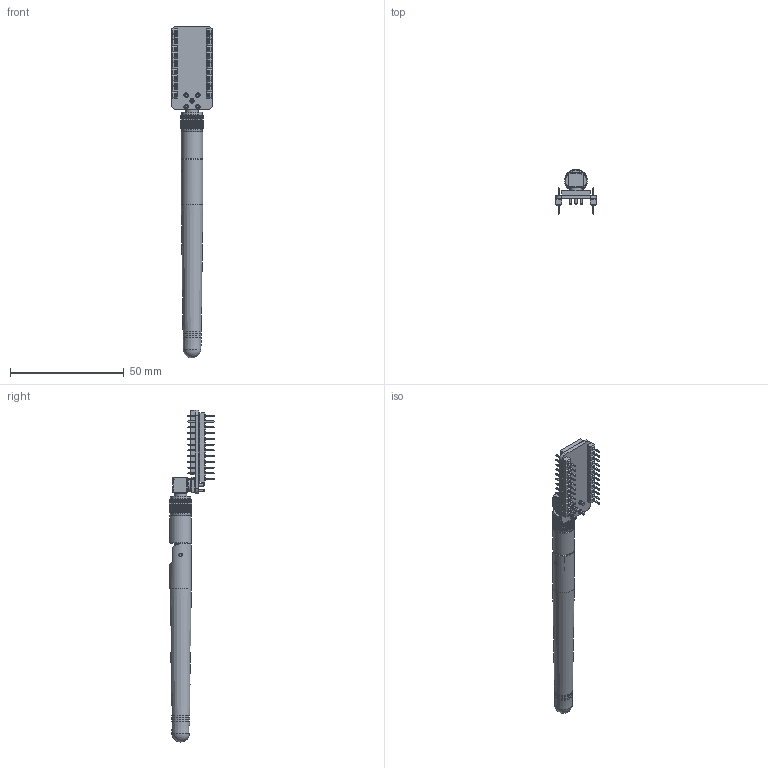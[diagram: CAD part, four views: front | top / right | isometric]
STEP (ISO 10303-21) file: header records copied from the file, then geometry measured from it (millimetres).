
FILE_DESCRIPTION(/* description */ (''),/* implementation_level */ '2;1');
FILE_NAME(/* name */ 'YUL262RTX.step',/* time_stamp */ '2020-01-27T23:05:34+09:00',/* author */ (''),/* organization */ (''),/* preprocessor_version */ 'ST-DEVELOPER v18',/* originating_system */ 'Autodesk Translation Framework v8.12.0.6',/* authorisation */ '');
FILE_SCHEMA (('AUTOMOTIVE_DESIGN { 1 0 10303 214 3 1 1 }'));
Length unit declared in the file: millimetre
Products named in the file (6): YUL262RTX; SMA-angled; HDRV12W50P254_1X12_3048X254X700A; Antenna assy; Antenna base; Antenna top
Assembly tree (6 placements, depth 3):
  YUL262RTX
    SMA-angled
    HDRV12W50P254_1X12_3048X254X700A  x2
    Antenna assy
      Antenna base
      Antenna top
Bounding box: 18 x 19.99 x 146.25 mm (x, y, z)
Volume: 9166.9 mm3; surface area: 8240.6 mm2
Topology: 7 solids, 8 shells, 1183 faces, 2777 edges, 1666 vertices
Faces by surface type: plane 893, cylinder 191, sphere 50, bspline 24, torus 19, cone 6
Full cylindrical faces by diameter (mm): 0.512 x2, 0.9 x1, 1.2 x24, 1.27 x2, 1.5 x4, 2 x5, 4.5 x1, 4.6 x1, 4.7 x1, 5 x1, 5.02 x1, 5.022 x1, 5.24 x1, 5.4 x7, 5.5 x1, 5.6 x1, 6.6 x1, 7.6 x2, 9 x1, 9.3 x1, 9.5 x2
Entity records: 30762 total; most frequent: CARTESIAN_POINT 10563, DIRECTION 4090, ORIENTED_EDGE 4020, EDGE_CURVE 2010, AXIS2_PLACEMENT_3D 1394, LINE 1302, VECTOR 1302, VERTEX_POINT 1230
